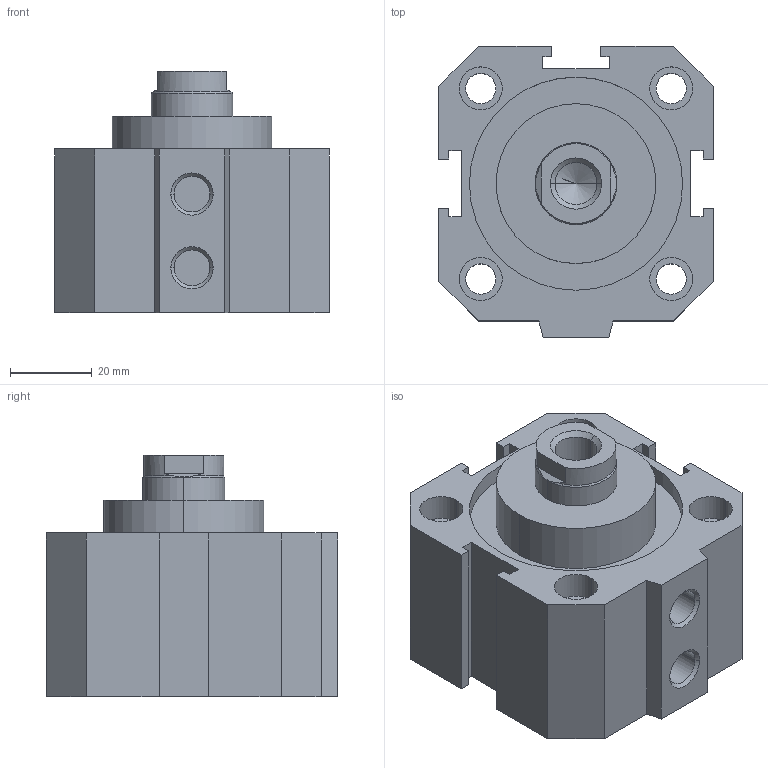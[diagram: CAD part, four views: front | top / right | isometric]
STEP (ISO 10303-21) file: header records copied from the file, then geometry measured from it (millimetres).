
FILE_DESCRIPTION((''),'2;1');
FILE_NAME('1513_50_0005.stp','2004-01-07T16:35:04',('medicfa1'),(''),'Autodesk Inventor 8','Autodesk Inventor 8','');
FILE_SCHEMA(('AUTOMOTIVE_DESIGN { 1 0 10303 214 1 1 1 1 }'));
Length unit declared in the file: millimetre
Products named in the file (3): 1513_50_0005; C_1513_50_0005; S_1503_50_0005
Assembly tree (2 placements, depth 2):
  1513_50_0005
    C_1513_50_0005
    S_1503_50_0005
Bounding box: 67 x 71 x 59 mm (x, y, z)
Volume: 156692.1 mm3; surface area: 34718.7 mm2
Topology: 2 solids, 2 shells, 113 faces, 273 edges, 178 vertices
Faces by surface type: plane 49, bspline 34, cylinder 24, cone 6
Entity records: 3715 total; most frequent: CARTESIAN_POINT 1005, DIRECTION 542, ORIENTED_EDGE 542, EDGE_CURVE 271, AXIS2_PLACEMENT_3D 187, VERTEX_POINT 178, VECTOR 168, LINE 168
